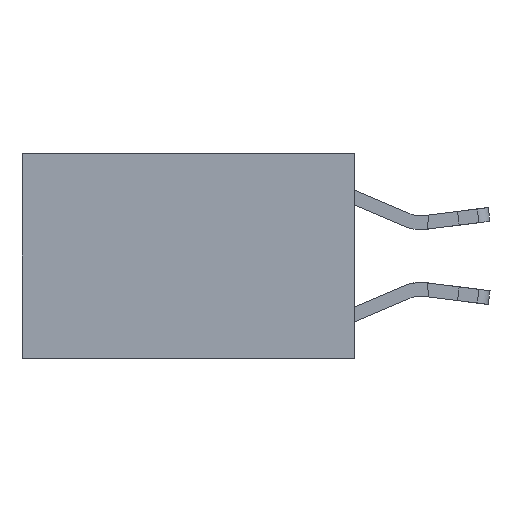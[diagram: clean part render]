
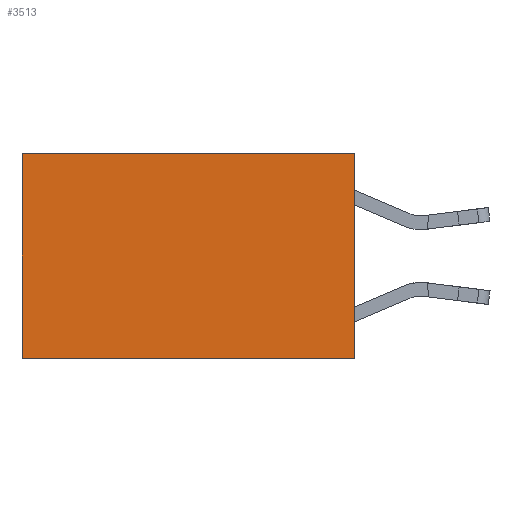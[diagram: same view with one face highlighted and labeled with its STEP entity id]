
A CAD part, left-side view. The second image highlights one B-rep face of the part: STEP entity #3513.
In plain terms, the highlighted planar face has unit normal (-1, 0, 0).
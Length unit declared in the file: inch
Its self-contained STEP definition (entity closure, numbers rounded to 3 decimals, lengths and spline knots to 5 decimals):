
#35 = EDGE_CURVE ( 'NONE', #8543, #721, #13219, .T. ) ;
#721 = VERTEX_POINT ( 'NONE', #4325 ) ;
#872 = ORIENTED_EDGE ( 'NONE', *, *, #7000, .F. ) ;
#1562 = DIRECTION ( 'NONE',  ( 0., 1., 0. ) ) ;
#1816 = VECTOR ( 'NONE', #3627, 39.37008 ) ;
#2982 = ORIENTED_EDGE ( 'NONE', *, *, #6946, .T. ) ;
#3197 = CARTESIAN_POINT ( 'NONE',  ( 0.2625, 0., 0. ) ) ;
#3513 = ADVANCED_FACE ( 'NONE', ( #15431 ), #12126, .F. ) ;
#3627 = DIRECTION ( 'NONE',  ( 0., 0., -1. ) ) ;
#3921 = ORIENTED_EDGE ( 'NONE', *, *, #7162, .F. ) ;
#4325 = CARTESIAN_POINT ( 'NONE',  ( 0.2625, 0.6, 0. ) ) ;
#5021 = VERTEX_POINT ( 'NONE', #18421 ) ;
#6204 = DIRECTION ( 'NONE',  ( 0., 0., -1. ) ) ;
#6741 = LINE ( 'NONE', #15377, #17596 ) ;
#6946 = EDGE_CURVE ( 'NONE', #721, #11231, #6741, .T. ) ;
#7000 = EDGE_CURVE ( 'NONE', #8543, #5021, #9285, .T. ) ;
#7162 = EDGE_CURVE ( 'NONE', #5021, #11231, #14389, .T. ) ;
#8543 = VERTEX_POINT ( 'NONE', #17091 ) ;
#9006 = EDGE_LOOP ( 'NONE', ( #2982, #3921, #872, #13487 ) ) ;
#9285 = LINE ( 'NONE', #14025, #1816 ) ;
#10469 = VECTOR ( 'NONE', #12864, 39.37008 ) ;
#11231 = VERTEX_POINT ( 'NONE', #14169 ) ;
#12126 = PLANE ( 'NONE',  #13417 ) ;
#12767 = VECTOR ( 'NONE', #1562, 39.37008 ) ;
#12864 = DIRECTION ( 'NONE',  ( 0., 1., 0. ) ) ;
#13219 = LINE ( 'NONE', #18272, #12767 ) ;
#13417 = AXIS2_PLACEMENT_3D ( 'NONE', #3197, #15068, #6204 ) ;
#13487 = ORIENTED_EDGE ( 'NONE', *, *, #35, .T. ) ;
#14025 = CARTESIAN_POINT ( 'NONE',  ( 0.2625, 0., 0. ) ) ;
#14169 = CARTESIAN_POINT ( 'NONE',  ( 0.2625, 0.6, -0.37 ) ) ;
#14389 = LINE ( 'NONE', #17226, #10469 ) ;
#15068 = DIRECTION ( 'NONE',  ( 1., 0., 0. ) ) ;
#15377 = CARTESIAN_POINT ( 'NONE',  ( 0.2625, 0.6, 0. ) ) ;
#15431 = FACE_OUTER_BOUND ( 'NONE', #9006, .T. ) ;
#16845 = DIRECTION ( 'NONE',  ( 0., 0., -1. ) ) ;
#17091 = CARTESIAN_POINT ( 'NONE',  ( 0.2625, 0., 0. ) ) ;
#17226 = CARTESIAN_POINT ( 'NONE',  ( 0.2625, 0., -0.37 ) ) ;
#17596 = VECTOR ( 'NONE', #16845, 39.37008 ) ;
#18272 = CARTESIAN_POINT ( 'NONE',  ( 0.2625, 0., 0. ) ) ;
#18421 = CARTESIAN_POINT ( 'NONE',  ( 0.2625, 0., -0.37 ) ) ;
